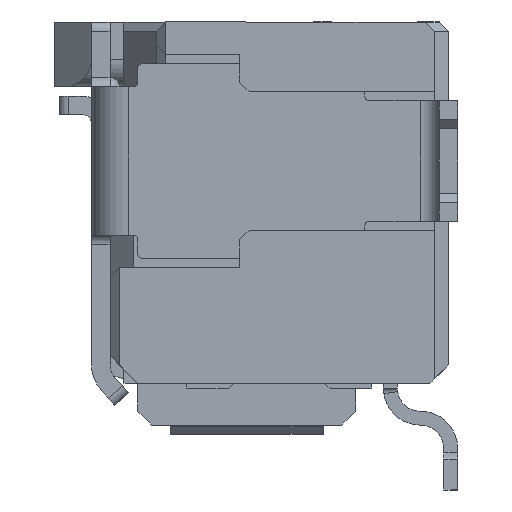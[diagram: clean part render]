
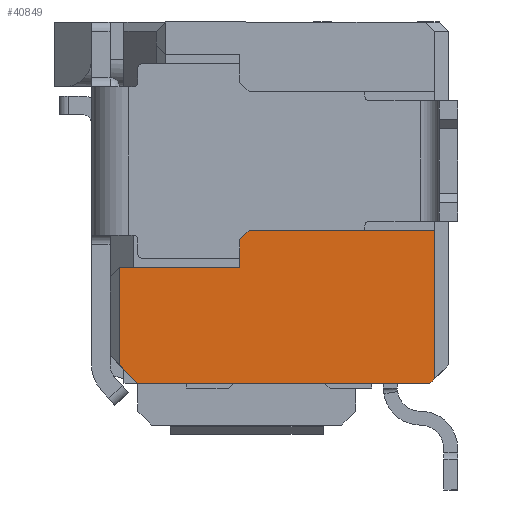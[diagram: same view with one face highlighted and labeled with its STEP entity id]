
A CAD part, left-side view. The second image highlights one B-rep face of the part: STEP entity #40849.
In plain terms, the highlighted planar face has unit normal (-1, 0, 0).
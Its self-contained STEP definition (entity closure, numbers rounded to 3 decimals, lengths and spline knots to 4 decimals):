
#234 = DIRECTION ( 'NONE',  ( 0., 0., -1. ) ) ;
#1702 = CARTESIAN_POINT ( 'NONE',  ( -15.05, 3.65, 1.7 ) ) ;
#2283 = VECTOR ( 'NONE', #12770, 1000. ) ;
#2951 = ORIENTED_EDGE ( 'NONE', *, *, #63519, .T. ) ;
#3668 = EDGE_CURVE ( 'NONE', #62103, #67766, #25432, .T. ) ;
#4656 = VERTEX_POINT ( 'NONE', #63892 ) ;
#8138 = VERTEX_POINT ( 'NONE', #59048 ) ;
#10752 = ORIENTED_EDGE ( 'NONE', *, *, #51167, .T. ) ;
#11345 = EDGE_CURVE ( 'NONE', #4656, #8138, #14337, .T. ) ;
#11437 = VECTOR ( 'NONE', #30599, 1000. ) ;
#12632 = VECTOR ( 'NONE', #44482, 1000. ) ;
#12770 = DIRECTION ( 'NONE',  ( 0., 1., 0. ) ) ;
#13853 = DIRECTION ( 'NONE',  ( 0., -1., 0. ) ) ;
#14337 = LINE ( 'NONE', #1702, #68358 ) ;
#14648 = VERTEX_POINT ( 'NONE', #36428 ) ;
#16391 = VECTOR ( 'NONE', #234, 1000. ) ;
#16471 = ORIENTED_EDGE ( 'NONE', *, *, #30891, .T. ) ;
#18732 = AXIS2_PLACEMENT_3D ( 'NONE', #56481, #24210, #61897 ) ;
#18785 = PLANE ( 'NONE',  #18732 ) ;
#19230 = CARTESIAN_POINT ( 'NONE',  ( -15.05, 0.2, 0.45 ) ) ;
#21322 = FACE_OUTER_BOUND ( 'NONE', #33055, .T. ) ;
#23409 = VECTOR ( 'NONE', #13853, 1000. ) ;
#24210 = DIRECTION ( 'NONE',  ( -1., 0., 0. ) ) ;
#25098 = LINE ( 'NONE', #40779, #23409 ) ;
#25432 = LINE ( 'NONE', #19230, #66760 ) ;
#25852 = LINE ( 'NONE', #35790, #11437 ) ;
#26946 = VERTEX_POINT ( 'NONE', #63613 ) ;
#27026 = LINE ( 'NONE', #55257, #12632 ) ;
#29369 = EDGE_CURVE ( 'NONE', #30867, #14648, #55817, .T. ) ;
#29444 = ORIENTED_EDGE ( 'NONE', *, *, #29369, .T. ) ;
#30058 = CARTESIAN_POINT ( 'NONE',  ( -15.05, 0.2, 0.45 ) ) ;
#30599 = DIRECTION ( 'NONE',  ( 0., 0., -1. ) ) ;
#30631 = VERTEX_POINT ( 'NONE', #50920 ) ;
#30867 = VERTEX_POINT ( 'NONE', #42877 ) ;
#30891 = EDGE_CURVE ( 'NONE', #14648, #4656, #57723, .T. ) ;
#32457 = CARTESIAN_POINT ( 'NONE',  ( -15.05, 2.25, 4.35 ) ) ;
#33055 = EDGE_LOOP ( 'NONE', ( #29444, #16471, #34034, #57410, #38968, #60857, #33270, #2951, #10752 ) ) ;
#33270 = ORIENTED_EDGE ( 'NONE', *, *, #3668, .T. ) ;
#33454 = CARTESIAN_POINT ( 'NONE',  ( -15.05, 3.35, 0.45 ) ) ;
#34034 = ORIENTED_EDGE ( 'NONE', *, *, #11345, .T. ) ;
#35055 = VERTEX_POINT ( 'NONE', #33454 ) ;
#35244 = DIRECTION ( 'NONE',  ( 0., -0.707, 0.707 ) ) ;
#35790 = CARTESIAN_POINT ( 'NONE',  ( -15.05, 3.55, 4.35 ) ) ;
#36428 = CARTESIAN_POINT ( 'NONE',  ( -15.05, 2.25, 2. ) ) ;
#38633 = EDGE_CURVE ( 'NONE', #8138, #26946, #25852, .T. ) ;
#38968 = ORIENTED_EDGE ( 'NONE', *, *, #43098, .T. ) ;
#39114 = LINE ( 'NONE', #58600, #53441 ) ;
#39649 = DIRECTION ( 'NONE',  ( 0., 1., 0. ) ) ;
#40779 = CARTESIAN_POINT ( 'NONE',  ( -15.05, 3.65, 0.45 ) ) ;
#40849 = ADVANCED_FACE ( 'NONE', ( #21322 ), #18785, .T. ) ;
#41499 = VECTOR ( 'NONE', #41512, 1000. ) ;
#41512 = DIRECTION ( 'NONE',  ( 0., 0.707, -0.707 ) ) ;
#42877 = CARTESIAN_POINT ( 'NONE',  ( -15.05, 2.15, 2.1 ) ) ;
#43098 = EDGE_CURVE ( 'NONE', #26946, #35055, #27026, .T. ) ;
#44482 = DIRECTION ( 'NONE',  ( 0., -0.707, -0.707 ) ) ;
#45129 = CARTESIAN_POINT ( 'NONE',  ( -15.05, 3.65, 2.1 ) ) ;
#45326 = LINE ( 'NONE', #45129, #2283 ) ;
#50920 = CARTESIAN_POINT ( 'NONE',  ( -15.05, 0.15, 2.1 ) ) ;
#51167 = EDGE_CURVE ( 'NONE', #30631, #30867, #45326, .T. ) ;
#51813 = EDGE_CURVE ( 'NONE', #35055, #62103, #25098, .T. ) ;
#53441 = VECTOR ( 'NONE', #58370, 1000. ) ;
#55257 = CARTESIAN_POINT ( 'NONE',  ( -15.05, 3.55, 0.65 ) ) ;
#55817 = LINE ( 'NONE', #62952, #41499 ) ;
#56481 = CARTESIAN_POINT ( 'NONE',  ( -15.05, 3.65, 4.35 ) ) ;
#57410 = ORIENTED_EDGE ( 'NONE', *, *, #38633, .T. ) ;
#57723 = LINE ( 'NONE', #32457, #16391 ) ;
#57983 = CARTESIAN_POINT ( 'NONE',  ( -15.05, 0.15, 0.5 ) ) ;
#58370 = DIRECTION ( 'NONE',  ( 0., 0., 1. ) ) ;
#58600 = CARTESIAN_POINT ( 'NONE',  ( -15.05, 0.15, 4. ) ) ;
#59048 = CARTESIAN_POINT ( 'NONE',  ( -15.05, 3.55, 1.7 ) ) ;
#60857 = ORIENTED_EDGE ( 'NONE', *, *, #51813, .T. ) ;
#61897 = DIRECTION ( 'NONE',  ( 0., 0., 1. ) ) ;
#62103 = VERTEX_POINT ( 'NONE', #30058 ) ;
#62952 = CARTESIAN_POINT ( 'NONE',  ( -15.05, 2.15, 2.1 ) ) ;
#63519 = EDGE_CURVE ( 'NONE', #67766, #30631, #39114, .T. ) ;
#63613 = CARTESIAN_POINT ( 'NONE',  ( -15.05, 3.55, 0.65 ) ) ;
#63892 = CARTESIAN_POINT ( 'NONE',  ( -15.05, 2.25, 1.7 ) ) ;
#66760 = VECTOR ( 'NONE', #35244, 1000. ) ;
#67766 = VERTEX_POINT ( 'NONE', #57983 ) ;
#68358 = VECTOR ( 'NONE', #39649, 1000. ) ;
